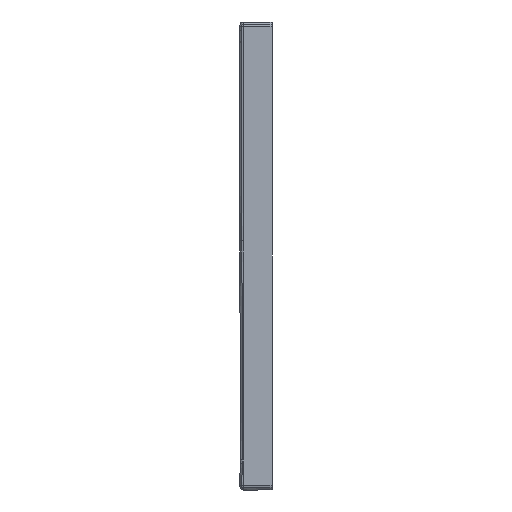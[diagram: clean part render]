
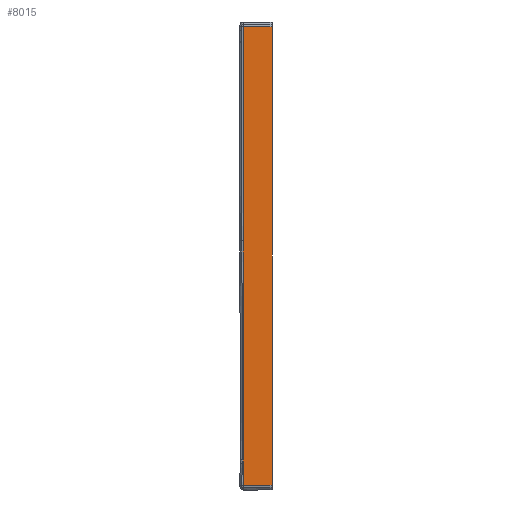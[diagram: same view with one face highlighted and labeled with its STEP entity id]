
A CAD part, left-side view. The second image highlights one B-rep face of the part: STEP entity #8015.
In plain terms, the highlighted planar face has unit normal (-1, 0, 0).
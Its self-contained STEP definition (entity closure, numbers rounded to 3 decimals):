
#1591=CARTESIAN_POINT('',(-800.,-5.108,45.));
#1592=CARTESIAN_POINT('',(-800.,-5.108,43.331));
#1593=CARTESIAN_POINT('',(-800.,-5.108,41.662));
#1594=CARTESIAN_POINT('',(-800.,-5.108,39.993));
#1596=CARTESIAN_POINT('',(-800.,-5.048,372.503));
#1597=CARTESIAN_POINT('',(-800.,-5.053,
353.227));
#1598=CARTESIAN_POINT('',(-800.,-5.063,
314.341));
#1599=CARTESIAN_POINT('',(-800.,-5.076,258.812));
#1600=CARTESIAN_POINT('',(-800.,-5.091,
194.688));
#1601=CARTESIAN_POINT('',(-800.,-5.104,
123.86));
#1602=CARTESIAN_POINT('',(-800.,-5.108,
72.046));
#1603=CARTESIAN_POINT('',(-800.,-5.108,45.));
#1605=CARTESIAN_POINT('',(-800.,-5.,693.));
#1606=CARTESIAN_POINT('',(-800.,-5.,686.041));
#1607=CARTESIAN_POINT('',(-800.,-5.,671.571));
#1608=CARTESIAN_POINT('',(-800.,-5.002,649.364));
#1609=CARTESIAN_POINT('',(-800.,-5.003,623.184));
#1610=CARTESIAN_POINT('',(-800.,-5.006,593.977));
#1611=CARTESIAN_POINT('',(-800.,-5.01,562.107));
#1612=CARTESIAN_POINT('',(-800.,-5.016,528.392));
#1613=CARTESIAN_POINT('',(-800.,-5.022,493.421));
#1614=CARTESIAN_POINT('',(-800.,-5.029,456.664));
#1615=CARTESIAN_POINT('',(-800.,-5.038,417.114));
#1616=CARTESIAN_POINT('',(-800.,-5.045,387.804));
#1617=CARTESIAN_POINT('',(-800.,-5.048,372.503));
#1619=DIRECTION('',(0.,-1.,0.));
#1620=VECTOR('',#1619,43.);
#1621=CARTESIAN_POINT('',(-800.,-5.,693.));
#1622=LINE('',#1621,#1620);
#1623=DIRECTION('',(0.,-1.,0.));
#1624=VECTOR('',#1623,42.981);
#1625=CARTESIAN_POINT('',(-800.,-5.019,7.));
#1626=LINE('',#1625,#1624);
#1627=CARTESIAN_POINT('',(-800.,-5.108,39.993));
#1628=CARTESIAN_POINT('',(-800.,-5.098,36.54));
#1629=CARTESIAN_POINT('',(-800.,-5.079,29.495));
#1630=CARTESIAN_POINT('',(-800.,-5.05,18.747));
#1631=CARTESIAN_POINT('',(-800.,-5.029,10.988));
#1632=CARTESIAN_POINT('',(-800.,-5.019,7.));
#2282=DIRECTION('',(0.,0.,1.));
#2283=VECTOR('',#2282,686.);
#2284=CARTESIAN_POINT('',(-800.,-48.,7.));
#2285=LINE('',#2284,#2283);
#4357=CARTESIAN_POINT('',(-800.,-48.,7.));
#4358=CARTESIAN_POINT('',(-800.,-48.,693.));
#4359=VERTEX_POINT('',#4357);
#4360=VERTEX_POINT('',#4358);
#4369=VERTEX_POINT('',#1591);
#4370=VERTEX_POINT('',#1594);
#4371=VERTEX_POINT('',#1596);
#4373=VERTEX_POINT('',#1605);
#4382=CARTESIAN_POINT('',(-800.,-5.019,7.));
#4383=VERTEX_POINT('',#4382);
#7996=CARTESIAN_POINT('',(-800.,0.,0.));
#7997=DIRECTION('',(-1.,0.,0.));
#7998=DIRECTION('',(0.,0.,1.));
#7999=AXIS2_PLACEMENT_3D('',#7996,#7997,#7998);
#8000=PLANE('',#7999);
#8001=ORIENTED_EDGE('',*,*,#7938,.F.);
#8002=ORIENTED_EDGE('',*,*,#7986,.F.);
#8004=ORIENTED_EDGE('',*,*,#8003,.F.);
#8006=ORIENTED_EDGE('',*,*,#8005,.T.);
#8008=ORIENTED_EDGE('',*,*,#8007,.F.);
#8010=ORIENTED_EDGE('',*,*,#8009,.F.);
#8012=ORIENTED_EDGE('',*,*,#8011,.F.);
#8013=EDGE_LOOP('',(#8001,#8002,#8004,#8006,#8008,#8010,#8012));
#8014=FACE_OUTER_BOUND('',#8013,.F.);
#8015=ADVANCED_FACE('',(#8014),#8000,.T.);
#1595=B_SPLINE_CURVE_WITH_KNOTS('',3,(#1591,#1592,#1593,#1594),.UNSPECIFIED.,
.F.,.F.,(4,4),(0.,1.),.UNSPECIFIED.);
#1604=B_SPLINE_CURVE_WITH_KNOTS('',3,(#1596,#1597,#1598,#1599,#1600,#1601,#1602,
#1603),.UNSPECIFIED.,.F.,.F.,(4,1,1,1,1,4),(0.,0.2,0.4,0.6,0.8,1.),
.UNSPECIFIED.);
#1618=B_SPLINE_CURVE_WITH_KNOTS('',3,(#1605,#1606,#1607,#1608,#1609,#1610,#1611,
#1612,#1613,#1614,#1615,#1616,#1617),.UNSPECIFIED.,.F.,.F.,(4,1,1,1,1,1,1,1,1,1,
4),(0.,0.1,0.2,0.3,0.4,0.5,0.6,0.7,0.8,0.9,1.),
.UNSPECIFIED.);
#1633=B_SPLINE_CURVE_WITH_KNOTS('',3,(#1627,#1628,#1629,#1630,#1631,#1632),
.UNSPECIFIED.,.F.,.F.,(4,1,1,4),(0.,0.333,0.667,1.),
.UNSPECIFIED.);
#7938=EDGE_CURVE('',#4369,#4370,#1595,.T.);
#7986=EDGE_CURVE('',#4371,#4369,#1604,.T.);
#8003=EDGE_CURVE('',#4373,#4371,#1618,.T.);
#8005=EDGE_CURVE('',#4373,#4360,#1622,.T.);
#8007=EDGE_CURVE('',#4359,#4360,#2285,.T.);
#8009=EDGE_CURVE('',#4383,#4359,#1626,.T.);
#8011=EDGE_CURVE('',#4370,#4383,#1633,.T.);
